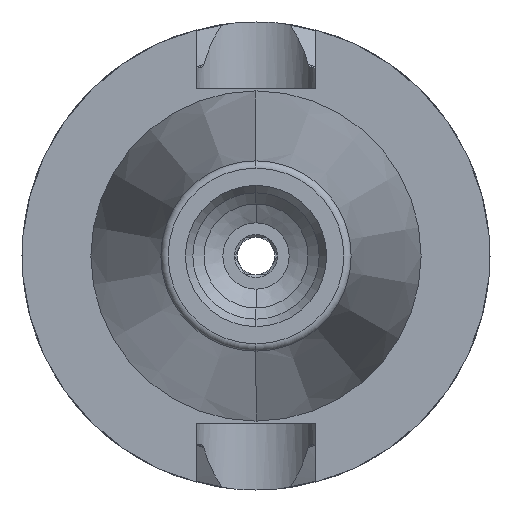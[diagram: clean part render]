
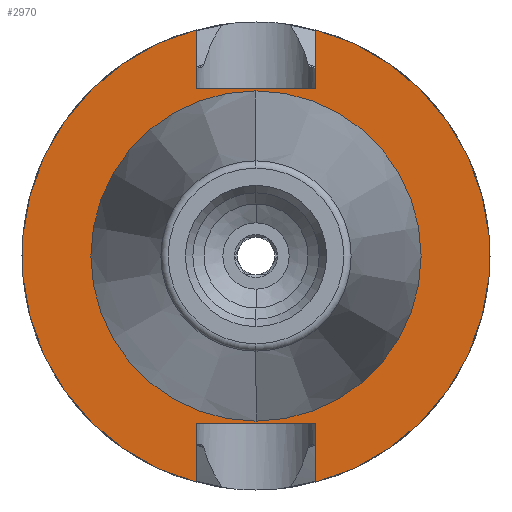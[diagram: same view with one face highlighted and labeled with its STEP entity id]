
A CAD part, left-side view. The second image highlights one B-rep face of the part: STEP entity #2970.
In plain terms, the highlighted planar face has unit normal (-1, 0, 0).
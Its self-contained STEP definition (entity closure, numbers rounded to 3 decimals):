
#64 = CARTESIAN_POINT ( 'NONE',  ( 2., -8.05, -22.6 ) ) ;
#90 = VERTEX_POINT ( 'NONE', #9456 ) ;
#147 = AXIS2_PLACEMENT_3D ( 'NONE', #1666, #2104, #2919 ) ;
#186 = DIRECTION ( 'NONE',  ( -1., 0., 0. ) ) ;
#418 = EDGE_CURVE ( 'NONE', #5520, #5646, #1896, .T. ) ;
#442 = CARTESIAN_POINT ( 'NONE',  ( 2., 8.05, -30.454 ) ) ;
#597 = VERTEX_POINT ( 'NONE', #64 ) ;
#700 = AXIS2_PLACEMENT_3D ( 'NONE', #968, #186, #9380 ) ;
#925 = LINE ( 'NONE', #4767, #4804 ) ;
#926 = ORIENTED_EDGE ( 'NONE', *, *, #9780, .F. ) ;
#968 = CARTESIAN_POINT ( 'NONE',  ( 2., 0., 0. ) ) ;
#1116 = LINE ( 'NONE', #5994, #7651 ) ;
#1200 = DIRECTION ( 'NONE',  ( 1., 0., 0. ) ) ;
#1481 = ORIENTED_EDGE ( 'NONE', *, *, #6652, .F. ) ;
#1487 = EDGE_CURVE ( 'NONE', #8734, #4130, #9004, .T. ) ;
#1589 = VERTEX_POINT ( 'NONE', #6160 ) ;
#1663 = DIRECTION ( 'NONE',  ( 0., 0., 1. ) ) ;
#1666 = CARTESIAN_POINT ( 'NONE',  ( 2., 0., 0. ) ) ;
#1896 = CIRCLE ( 'NONE', #700, 31.5 ) ;
#2104 = DIRECTION ( 'NONE',  ( 1., 0., 0. ) ) ;
#2118 = LINE ( 'NONE', #8969, #5043 ) ;
#2152 = EDGE_CURVE ( 'NONE', #90, #597, #1116, .T. ) ;
#2360 = CARTESIAN_POINT ( 'NONE',  ( 2., -8.05, 30.454 ) ) ;
#2591 = AXIS2_PLACEMENT_3D ( 'NONE', #4966, #4270, #9434 ) ;
#2686 = ORIENTED_EDGE ( 'NONE', *, *, #6340, .F. ) ;
#2748 = VERTEX_POINT ( 'NONE', #4444 ) ;
#2793 = EDGE_CURVE ( 'NONE', #5520, #1589, #7023, .T. ) ;
#2863 = DIRECTION ( 'NONE',  ( 0., 0., 1. ) ) ;
#2919 = DIRECTION ( 'NONE',  ( 0., 0., -1. ) ) ;
#2922 = VERTEX_POINT ( 'NONE', #4542 ) ;
#2970 = ADVANCED_FACE ( 'NONE', ( #6567, #6078 ), #5311, .F. ) ;
#3108 = CARTESIAN_POINT ( 'NONE',  ( 2., 0., 0. ) ) ;
#3661 = ORIENTED_EDGE ( 'NONE', *, *, #418, .T. ) ;
#3729 = CARTESIAN_POINT ( 'NONE',  ( 2., 0., -21.725 ) ) ;
#3730 = EDGE_LOOP ( 'NONE', ( #3661, #5284, #926, #6398, #8723, #1481, #2686, #3876 ) ) ;
#3875 = DIRECTION ( 'NONE',  ( 1., 0., 0. ) ) ;
#3876 = ORIENTED_EDGE ( 'NONE', *, *, #2793, .F. ) ;
#4130 = VERTEX_POINT ( 'NONE', #3729 ) ;
#4171 = EDGE_LOOP ( 'NONE', ( #6257, #5619 ) ) ;
#4187 = CARTESIAN_POINT ( 'NONE',  ( 2., 8.05, -30.454 ) ) ;
#4270 = DIRECTION ( 'NONE',  ( -1., 0., 0. ) ) ;
#4444 = CARTESIAN_POINT ( 'NONE',  ( 2., 8.05, -22.6 ) ) ;
#4492 = DIRECTION ( 'NONE',  ( 0., 0., -1. ) ) ;
#4542 = CARTESIAN_POINT ( 'NONE',  ( 2., -8.05, 22.6 ) ) ;
#4767 = CARTESIAN_POINT ( 'NONE',  ( 2., -8.05, 22.6 ) ) ;
#4804 = VECTOR ( 'NONE', #9290, 1000. ) ;
#4938 = LINE ( 'NONE', #442, #6931 ) ;
#4966 = CARTESIAN_POINT ( 'NONE',  ( 2., 0., 0. ) ) ;
#5043 = VECTOR ( 'NONE', #2863, 1000. ) ;
#5284 = ORIENTED_EDGE ( 'NONE', *, *, #9170, .F. ) ;
#5311 = PLANE ( 'NONE',  #7538 ) ;
#5520 = VERTEX_POINT ( 'NONE', #6276 ) ;
#5619 = ORIENTED_EDGE ( 'NONE', *, *, #7373, .T. ) ;
#5646 = VERTEX_POINT ( 'NONE', #4187 ) ;
#5765 = LINE ( 'NONE', #7701, #6210 ) ;
#5847 = CARTESIAN_POINT ( 'NONE',  ( 2., 0., 0. ) ) ;
#5881 = CIRCLE ( 'NONE', #2591, 31.5 ) ;
#5923 = DIRECTION ( 'NONE',  ( 0., 1., 0. ) ) ;
#5994 = CARTESIAN_POINT ( 'NONE',  ( 2., -8.05, -30.454 ) ) ;
#6078 = FACE_BOUND ( 'NONE', #4171, .T. ) ;
#6160 = CARTESIAN_POINT ( 'NONE',  ( 2., 8.05, 22.6 ) ) ;
#6210 = VECTOR ( 'NONE', #5923, 1000. ) ;
#6257 = ORIENTED_EDGE ( 'NONE', *, *, #1487, .T. ) ;
#6276 = CARTESIAN_POINT ( 'NONE',  ( 2., 8.05, 30.454 ) ) ;
#6322 = EDGE_CURVE ( 'NONE', #90, #6402, #5881, .T. ) ;
#6340 = EDGE_CURVE ( 'NONE', #1589, #2922, #925, .T. ) ;
#6398 = ORIENTED_EDGE ( 'NONE', *, *, #2152, .F. ) ;
#6402 = VERTEX_POINT ( 'NONE', #2360 ) ;
#6567 = FACE_OUTER_BOUND ( 'NONE', #3730, .T. ) ;
#6595 = DIRECTION ( 'NONE',  ( 0., 0., -1. ) ) ;
#6652 = EDGE_CURVE ( 'NONE', #2922, #6402, #2118, .T. ) ;
#6698 = CARTESIAN_POINT ( 'NONE',  ( 2., 8.05, 30.454 ) ) ;
#6795 = AXIS2_PLACEMENT_3D ( 'NONE', #3108, #3875, #9192 ) ;
#6931 = VECTOR ( 'NONE', #4492, 1000. ) ;
#6960 = CARTESIAN_POINT ( 'NONE',  ( 2., 0., 21.725 ) ) ;
#7023 = LINE ( 'NONE', #6698, #9048 ) ;
#7373 = EDGE_CURVE ( 'NONE', #4130, #8734, #8980, .T. ) ;
#7447 = DIRECTION ( 'NONE',  ( 0., 0., -1. ) ) ;
#7538 = AXIS2_PLACEMENT_3D ( 'NONE', #5847, #1200, #6595 ) ;
#7651 = VECTOR ( 'NONE', #1663, 1000. ) ;
#7701 = CARTESIAN_POINT ( 'NONE',  ( 2., -8.05, -22.6 ) ) ;
#8723 = ORIENTED_EDGE ( 'NONE', *, *, #6322, .T. ) ;
#8734 = VERTEX_POINT ( 'NONE', #6960 ) ;
#8969 = CARTESIAN_POINT ( 'NONE',  ( 2., -8.05, 30.454 ) ) ;
#8980 = CIRCLE ( 'NONE', #147, 21.725 ) ;
#9004 = CIRCLE ( 'NONE', #6795, 21.725 ) ;
#9048 = VECTOR ( 'NONE', #7447, 1000. ) ;
#9170 = EDGE_CURVE ( 'NONE', #2748, #5646, #4938, .T. ) ;
#9192 = DIRECTION ( 'NONE',  ( 0., 0., -1. ) ) ;
#9290 = DIRECTION ( 'NONE',  ( 0., -1., 0. ) ) ;
#9380 = DIRECTION ( 'NONE',  ( 0., 0., 1. ) ) ;
#9434 = DIRECTION ( 'NONE',  ( 0., 0., 1. ) ) ;
#9456 = CARTESIAN_POINT ( 'NONE',  ( 2., -8.05, -30.454 ) ) ;
#9780 = EDGE_CURVE ( 'NONE', #597, #2748, #5765, .T. ) ;
